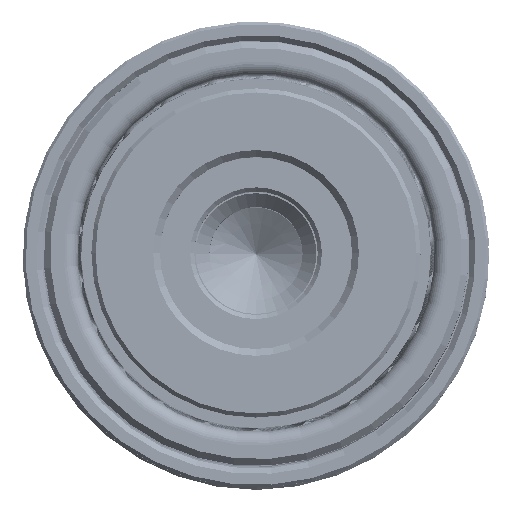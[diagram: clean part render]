
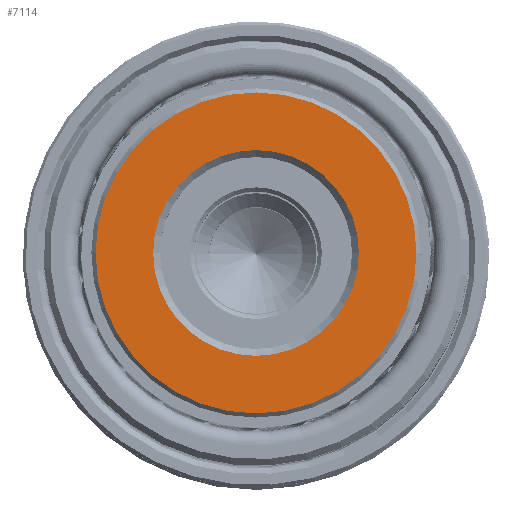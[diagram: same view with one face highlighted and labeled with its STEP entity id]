
A CAD part, top view. The second image highlights one B-rep face of the part: STEP entity #7114.
In plain terms, the highlighted face is planar.
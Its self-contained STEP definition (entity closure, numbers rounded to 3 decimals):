
#393 = FACE_OUTER_BOUND ( 'NONE', #6741, .T. ) ;
#1054 = AXIS2_PLACEMENT_3D ( 'NONE', #3379, #26617, #6687 ) ;
#2269 = AXIS2_PLACEMENT_3D ( 'NONE', #31795, #11857, #35119 ) ;
#2999 = PLANE ( 'NONE',  #3569 ) ;
#3379 = CARTESIAN_POINT ( 'NONE',  ( 0., 0., 0. ) ) ;
#3412 = ORIENTED_EDGE ( 'NONE', *, *, #25297, .T. ) ;
#3569 = AXIS2_PLACEMENT_3D ( 'NONE', #26241, #36115, #9664 ) ;
#5691 = CARTESIAN_POINT ( 'NONE',  ( 11.7, 0., 0. ) ) ;
#6687 = DIRECTION ( 'NONE',  ( 1., 0., 0. ) ) ;
#6741 = EDGE_LOOP ( 'NONE', ( #40076, #41953 ) ) ;
#7114 = ADVANCED_FACE ( 'NONE', ( #393, #17024 ), #2999, .F. ) ;
#8247 = CIRCLE ( 'NONE', #1054, 7.5 ) ;
#8520 = AXIS2_PLACEMENT_3D ( 'NONE', #18638, #41920, #21989 ) ;
#8551 = EDGE_CURVE ( 'NONE', #35955, #28329, #12575, .T. ) ;
#9664 = DIRECTION ( 'NONE',  ( 1., 0., 0. ) ) ;
#10807 = AXIS2_PLACEMENT_3D ( 'NONE', #17410, #40668, #20734 ) ;
#11857 = DIRECTION ( 'NONE',  ( 0., 0., -1. ) ) ;
#12575 = CIRCLE ( 'NONE', #2269, 11.7 ) ;
#14697 = CARTESIAN_POINT ( 'NONE',  ( 7.5, 0., 0. ) ) ;
#15320 = CARTESIAN_POINT ( 'NONE',  ( -11.7, 0., 0. ) ) ;
#16483 = VERTEX_POINT ( 'NONE', #14697 ) ;
#17024 = FACE_BOUND ( 'NONE', #36947, .T. ) ;
#17410 = CARTESIAN_POINT ( 'NONE',  ( 0., 0., 0. ) ) ;
#18638 = CARTESIAN_POINT ( 'NONE',  ( 0., 0., 0. ) ) ;
#19751 = VERTEX_POINT ( 'NONE', #40661 ) ;
#20734 = DIRECTION ( 'NONE',  ( 1., 0., 0. ) ) ;
#21989 = DIRECTION ( 'NONE',  ( 1., 0., 0. ) ) ;
#23519 = CIRCLE ( 'NONE', #10807, 7.5 ) ;
#25024 = CIRCLE ( 'NONE', #8520, 11.7 ) ;
#25297 = EDGE_CURVE ( 'NONE', #16483, #19751, #23519, .T. ) ;
#26241 = CARTESIAN_POINT ( 'NONE',  ( 0., 0., 0. ) ) ;
#26617 = DIRECTION ( 'NONE',  ( 0., 0., 1. ) ) ;
#28329 = VERTEX_POINT ( 'NONE', #15320 ) ;
#28873 = EDGE_CURVE ( 'NONE', #28329, #35955, #25024, .T. ) ;
#31795 = CARTESIAN_POINT ( 'NONE',  ( 0., 0., 0. ) ) ;
#34428 = EDGE_CURVE ( 'NONE', #19751, #16483, #8247, .T. ) ;
#35119 = DIRECTION ( 'NONE',  ( 1., 0., 0. ) ) ;
#35955 = VERTEX_POINT ( 'NONE', #5691 ) ;
#36115 = DIRECTION ( 'NONE',  ( 0., 0., 1. ) ) ;
#36947 = EDGE_LOOP ( 'NONE', ( #42192, #3412 ) ) ;
#40076 = ORIENTED_EDGE ( 'NONE', *, *, #8551, .T. ) ;
#40661 = CARTESIAN_POINT ( 'NONE',  ( -7.5, 0., 0. ) ) ;
#40668 = DIRECTION ( 'NONE',  ( 0., 0., 1. ) ) ;
#41920 = DIRECTION ( 'NONE',  ( 0., 0., -1. ) ) ;
#41953 = ORIENTED_EDGE ( 'NONE', *, *, #28873, .T. ) ;
#42192 = ORIENTED_EDGE ( 'NONE', *, *, #34428, .T. ) ;
